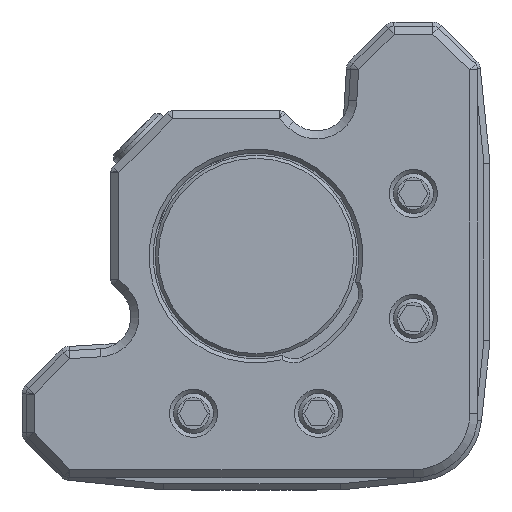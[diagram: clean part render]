
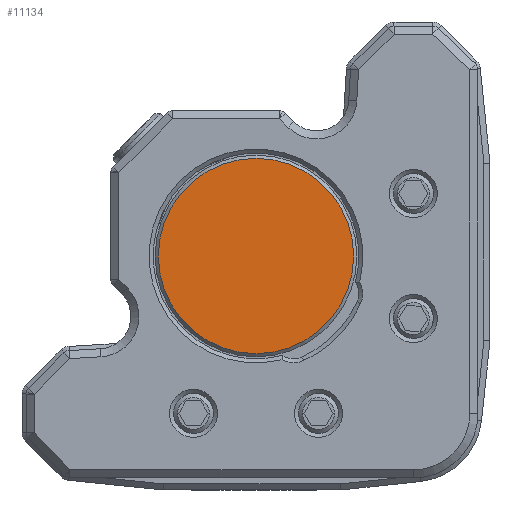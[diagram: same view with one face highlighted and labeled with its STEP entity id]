
A CAD part, front view. The second image highlights one B-rep face of the part: STEP entity #11134.
In plain terms, the highlighted face is planar.
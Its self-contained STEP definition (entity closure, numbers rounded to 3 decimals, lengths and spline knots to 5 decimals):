
#357=PLANE('',#12192);
#1491=FACE_OUTER_BOUND('',#2172,.T.);
#2172=EDGE_LOOP('',(#9686));
#4214=CIRCLE('',#12189,0.24213);
#5057=VERTEX_POINT('',#42325);
#6619=EDGE_CURVE('',#5057,#5057,#4214,.T.);
#9686=ORIENTED_EDGE('',*,*,#6619,.T.);
#11134=ADVANCED_FACE('',(#1491),#357,.T.);
#12189=AXIS2_PLACEMENT_3D('',#42327,#14874,#14875);
#12192=AXIS2_PLACEMENT_3D('',#43737,#14960,#14961);
#14874=DIRECTION('center_axis',(0.,0.,1.));
#14875=DIRECTION('ref_axis',(1.,0.,0.));
#14960=DIRECTION('center_axis',(0.,0.,1.));
#14961=DIRECTION('ref_axis',(1.,0.,0.));
#42325=CARTESIAN_POINT('',(-1.89404,0.10554,1.17363));
#42327=CARTESIAN_POINT('Origin',(-2.13616,0.10554,1.17363));
#43737=CARTESIAN_POINT('Origin',(-2.13616,0.10554,1.17363));
